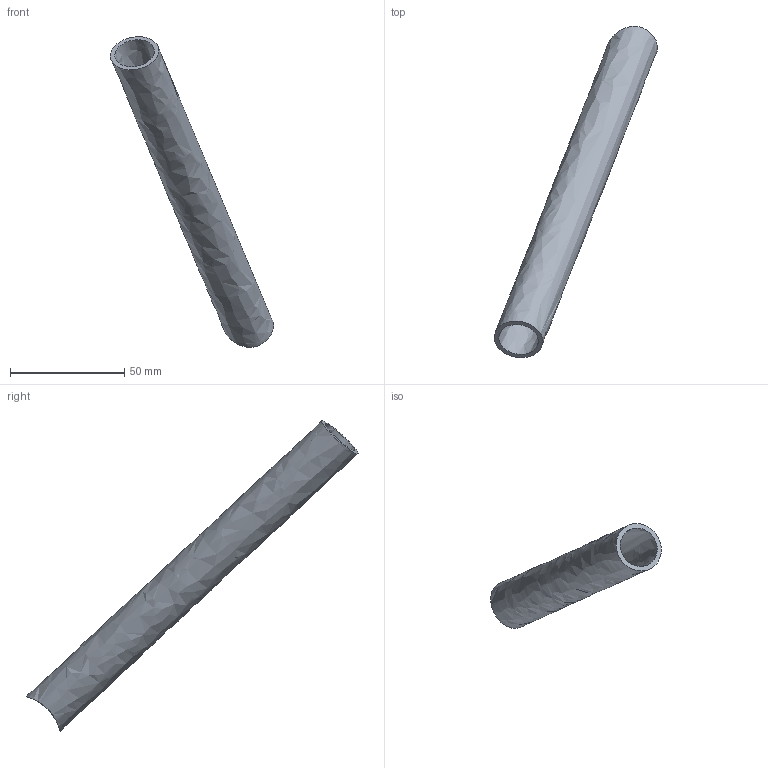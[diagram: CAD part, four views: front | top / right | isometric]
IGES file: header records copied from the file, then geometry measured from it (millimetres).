
Global section: file name: 8; native system: AutoCAD 2017 - Deutsch (German); preprocessor: Autodesk Translation Framework DWG producer (atf_dwg_producer); organization: unknown; date: 20161216.111919; units: millimetre
Bounding box: 71.44 x 145.22 x 135.89 mm (x, y, z)
Volume: 22153.7 mm3; surface area: 22418.4 mm2
Topology: 1 solids, 1 shells, 4 faces, 10 edges, 8 vertices
Faces by surface type: bspline 4
